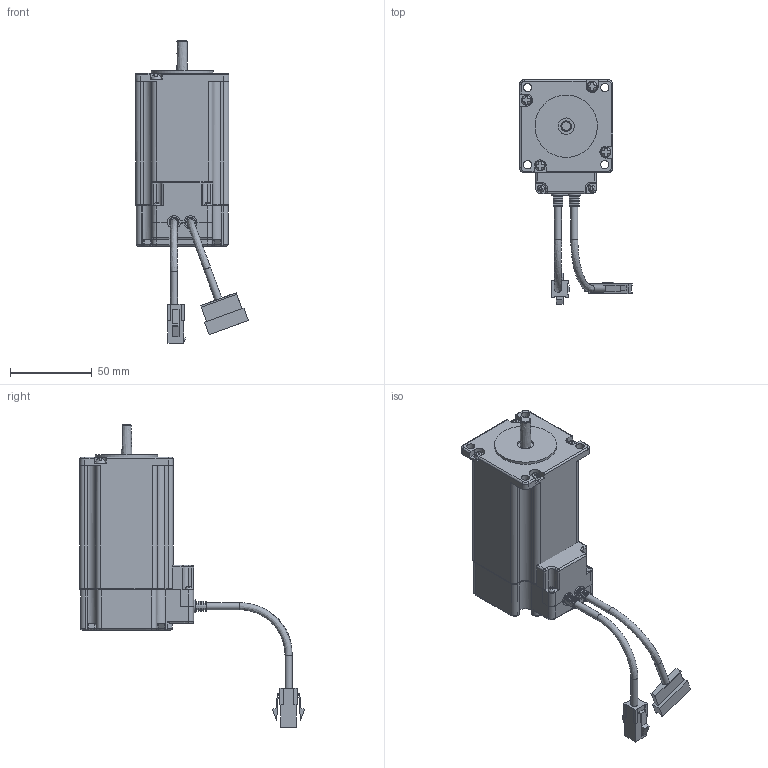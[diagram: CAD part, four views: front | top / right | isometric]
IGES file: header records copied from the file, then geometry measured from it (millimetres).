
Bounding box: 68.99 x 137.14 x 185 mm (x, y, z)
Volume: 266101.2 mm3; surface area: 58773.8 mm2
Topology: 14 solids, 14 shells, 877 faces, 2264 edges, 1502 vertices
Faces by surface type: bspline 877
